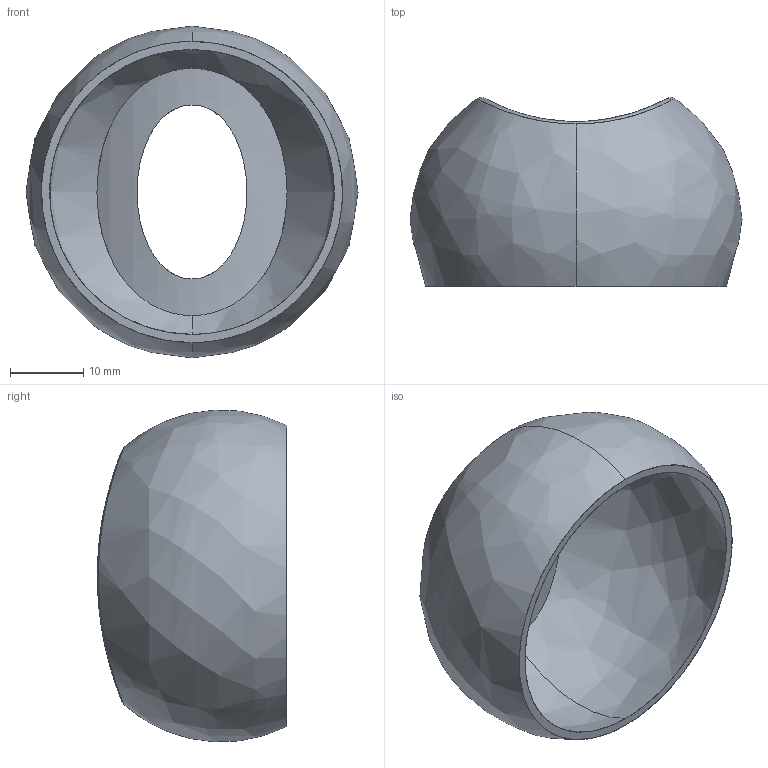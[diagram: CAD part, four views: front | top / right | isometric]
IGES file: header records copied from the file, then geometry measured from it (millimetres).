
Start section: SolidWorks IGES file using analytic representation for surfaces
Global section: file name: àðò. KRT303.IGS; native system: SolidWorks 2014; preprocessor: SolidWorks 2014; author: Àíäðåé; date: 140715.174829; units: millimetre
Bounding box: 45.31 x 25.84 x 45.27 mm (x, y, z)
Surface area: 7841.8 mm2 (no closed solid volume)
Topology: 0 solids, 0 shells, 11 faces, 549 edges, 549 vertices
Faces by surface type: bspline 9, revolution 2
